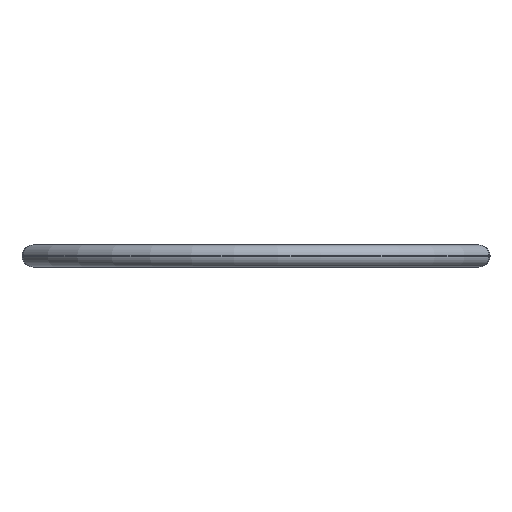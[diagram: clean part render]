
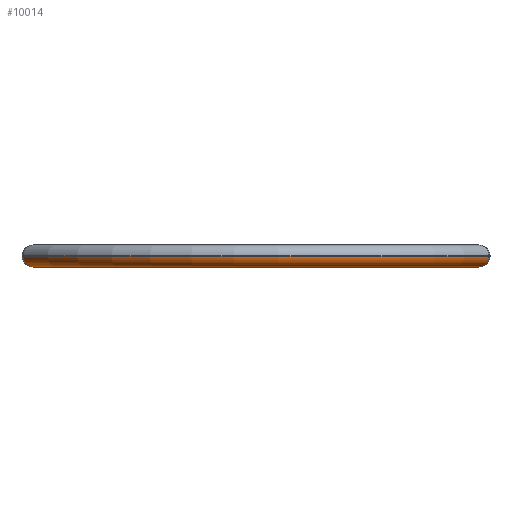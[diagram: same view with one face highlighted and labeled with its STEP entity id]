
A CAD part, left-side view. The second image highlights one B-rep face of the part: STEP entity #10014.
In plain terms, the highlighted toroidal (fillet/blend) face has major radius 54.938 mm and minor radius 2.398 mm.
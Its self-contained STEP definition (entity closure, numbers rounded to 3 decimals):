
#277=TOROIDAL_SURFACE('',#10694,54.938,2.398);
#601=CIRCLE('',#10627,54.938);
#632=CIRCLE('',#10661,2.398);
#640=CIRCLE('',#10675,2.398);
#651=CIRCLE('',#10695,57.336);
#1166=FACE_OUTER_BOUND('',#1745,.T.);
#1745=EDGE_LOOP('',(#6777,#6778,#6779,#6780));
#4261=VERTEX_POINT('',#15090);
#4263=VERTEX_POINT('',#15093);
#4292=VERTEX_POINT('',#15158);
#4299=VERTEX_POINT('',#15184);
#5204=EDGE_CURVE('',#4263,#4261,#601,.T.);
#5238=EDGE_CURVE('',#4292,#4261,#632,.T.);
#5250=EDGE_CURVE('',#4263,#4299,#640,.T.);
#5270=EDGE_CURVE('',#4292,#4299,#651,.T.);
#6777=ORIENTED_EDGE('',*,*,#5238,.F.);
#6778=ORIENTED_EDGE('',*,*,#5270,.T.);
#6779=ORIENTED_EDGE('',*,*,#5250,.F.);
#6780=ORIENTED_EDGE('',*,*,#5204,.T.);
#10014=ADVANCED_FACE('',(#1166),#277,.T.);
#10627=AXIS2_PLACEMENT_3D('',#15094,#11793,#11794);
#10661=AXIS2_PLACEMENT_3D('',#15160,#11864,#11865);
#10675=AXIS2_PLACEMENT_3D('',#15185,#11896,#11897);
#10694=AXIS2_PLACEMENT_3D('',#15222,#11943,#11944);
#10695=AXIS2_PLACEMENT_3D('',#15223,#11945,#11946);
#11793=DIRECTION('center_axis',(0.,0.,1.));
#11794=DIRECTION('ref_axis',(-1.,0.,0.));
#11864=DIRECTION('center_axis',(0.874,-0.486,0.));
#11865=DIRECTION('ref_axis',(-0.486,-0.874,0.));
#11896=DIRECTION('center_axis',(0.874,0.486,0.));
#11897=DIRECTION('ref_axis',(-0.486,0.874,0.));
#11943=DIRECTION('center_axis',(0.,0.,1.));
#11944=DIRECTION('ref_axis',(-1.,0.,0.));
#11945=DIRECTION('center_axis',(0.,0.,-1.));
#11946=DIRECTION('ref_axis',(-1.,0.,0.));
#15090=CARTESIAN_POINT('',(0.615,2.398,0.));
#15093=CARTESIAN_POINT('',(0.615,98.402,0.));
#15094=CARTESIAN_POINT('Origin',(27.336,50.4,0.));
#15158=CARTESIAN_POINT('',(-0.551,0.303,2.398));
#15160=CARTESIAN_POINT('Origin',(0.615,2.398,2.398));
#15184=CARTESIAN_POINT('',(-0.551,100.497,2.398));
#15185=CARTESIAN_POINT('Origin',(0.615,98.402,2.398));
#15222=CARTESIAN_POINT('Origin',(27.336,50.4,2.398));
#15223=CARTESIAN_POINT('Origin',(27.336,50.4,2.398));
